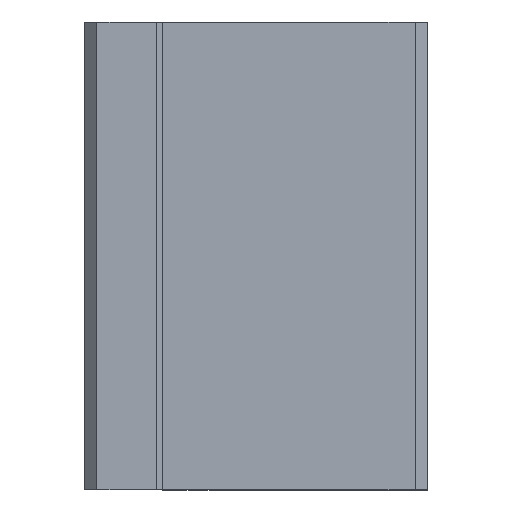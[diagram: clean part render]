
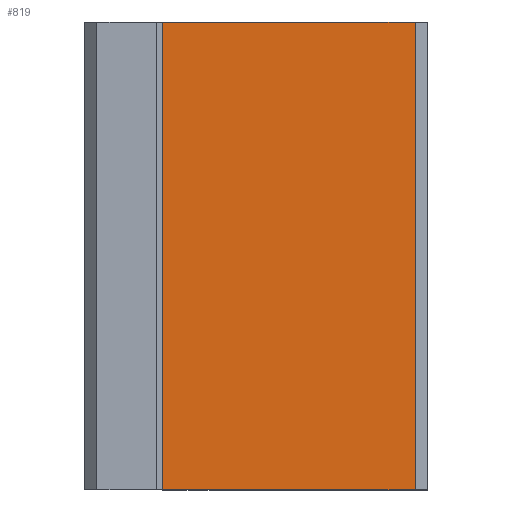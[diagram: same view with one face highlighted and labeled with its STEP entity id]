
A CAD part, left-side view. The second image highlights one B-rep face of the part: STEP entity #819.
In plain terms, the highlighted planar face has unit normal (-1, 0, 0).
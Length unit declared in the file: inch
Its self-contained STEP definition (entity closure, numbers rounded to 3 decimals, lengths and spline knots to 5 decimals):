
#77 = DIRECTION ( 'NONE',  ( 0., -1., 0. ) ) ;
#91 = DIRECTION ( 'NONE',  ( 0., 0., -1. ) ) ;
#210 = VERTEX_POINT ( 'NONE', #1139 ) ;
#219 = FACE_OUTER_BOUND ( 'NONE', #2300, .T. ) ;
#233 = PLANE ( 'NONE',  #447 ) ;
#427 = ORIENTED_EDGE ( 'NONE', *, *, #1258, .T. ) ;
#447 = AXIS2_PLACEMENT_3D ( 'NONE', #644, #1489, #2345 ) ;
#506 = CARTESIAN_POINT ( 'NONE',  ( -0.68819, 0.43701, -1.5 ) ) ;
#525 = LINE ( 'NONE', #1368, #1372 ) ;
#598 = EDGE_CURVE ( 'NONE', #1801, #210, #893, .T. ) ;
#603 = EDGE_CURVE ( 'NONE', #2655, #1801, #525, .T. ) ;
#604 = DIRECTION ( 'NONE',  ( 0., 0., 1. ) ) ;
#640 = DIRECTION ( 'NONE',  ( 0., 1., 0. ) ) ;
#644 = CARTESIAN_POINT ( 'NONE',  ( -0.68819, 0.43701, -1.5 ) ) ;
#748 = CARTESIAN_POINT ( 'NONE',  ( -0.68819, 0.43701, 0. ) ) ;
#819 = ADVANCED_FACE ( 'NONE', ( #219 ), #233, .T. ) ;
#872 = ORIENTED_EDGE ( 'NONE', *, *, #2601, .T. ) ;
#893 = LINE ( 'NONE', #1163, #1600 ) ;
#1020 = CARTESIAN_POINT ( 'NONE',  ( -0.68819, -0.37283, -1.5 ) ) ;
#1139 = CARTESIAN_POINT ( 'NONE',  ( -0.68819, -0.37283, -1.5 ) ) ;
#1163 = CARTESIAN_POINT ( 'NONE',  ( -0.68819, 0.43701, -1.5 ) ) ;
#1258 = EDGE_CURVE ( 'NONE', #210, #1354, #1425, .T. ) ;
#1271 = CARTESIAN_POINT ( 'NONE',  ( -0.68819, -0.37283, 0. ) ) ;
#1354 = VERTEX_POINT ( 'NONE', #1271 ) ;
#1368 = CARTESIAN_POINT ( 'NONE',  ( -0.68819, 0.43701, -1.5 ) ) ;
#1372 = VECTOR ( 'NONE', #91, 39.37008 ) ;
#1425 = LINE ( 'NONE', #1020, #1789 ) ;
#1489 = DIRECTION ( 'NONE',  ( -1., 0., 0. ) ) ;
#1594 = ORIENTED_EDGE ( 'NONE', *, *, #603, .T. ) ;
#1600 = VECTOR ( 'NONE', #77, 39.37008 ) ;
#1707 = LINE ( 'NONE', #2549, #2165 ) ;
#1789 = VECTOR ( 'NONE', #604, 39.37008 ) ;
#1801 = VERTEX_POINT ( 'NONE', #506 ) ;
#2165 = VECTOR ( 'NONE', #640, 39.37008 ) ;
#2267 = ORIENTED_EDGE ( 'NONE', *, *, #598, .T. ) ;
#2300 = EDGE_LOOP ( 'NONE', ( #872, #1594, #2267, #427 ) ) ;
#2345 = DIRECTION ( 'NONE',  ( 0., -1., 0. ) ) ;
#2549 = CARTESIAN_POINT ( 'NONE',  ( -0.68819, 0.43701, 0. ) ) ;
#2601 = EDGE_CURVE ( 'NONE', #1354, #2655, #1707, .T. ) ;
#2655 = VERTEX_POINT ( 'NONE', #748 ) ;
